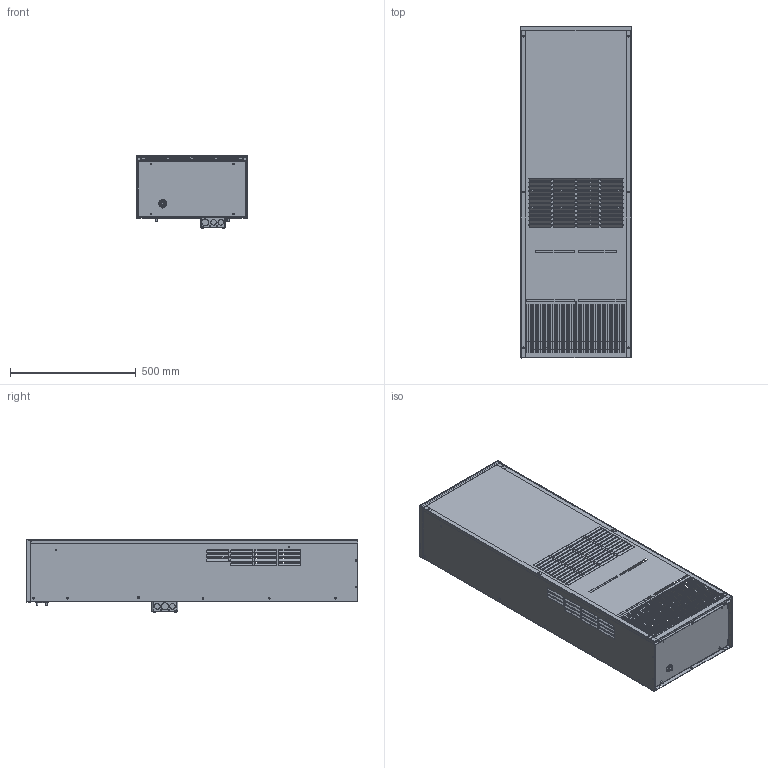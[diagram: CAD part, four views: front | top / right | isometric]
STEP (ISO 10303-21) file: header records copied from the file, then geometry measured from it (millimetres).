
FILE_DESCRIPTION((''),'2;1');
FILE_NAME('STEP-K3NA4C7DP52L.stp', '2013-04-01T16:58:49',('User'),('SDRC'),'I-DEAS Master Series','UNIX','Yes');
FILE_SCHEMA(('CONFIG_CONTROL_DESIGN', 'GEOMETRIC_VALIDATION_PROPERTIES_MIM','SHAPE_APPEARANCE_LAYER_MIM'));
Length unit declared in the file: inch
Bounding box: 441.38 x 1321.26 x 292.55 mm (x, y, z)
Volume: 3201645.4 mm3; surface area: 5355607.8 mm2
Topology: 70 solids, 70 shells, 2589 faces, 6975 edges, 4620 vertices
Faces by surface type: bspline 2589
Entity records: 85727 total; most frequent: CARTESIAN_POINT 37789, ORIENTED_EDGE 13948, EDGE_CURVE 6974, OVER_RIDING_STYLED_ITEM 4685, VERTEX_POINT 4620, QUASI_UNIFORM_CURVE 3685, EDGE_LOOP 3518, FACE_OUTER_BOUND 2589
